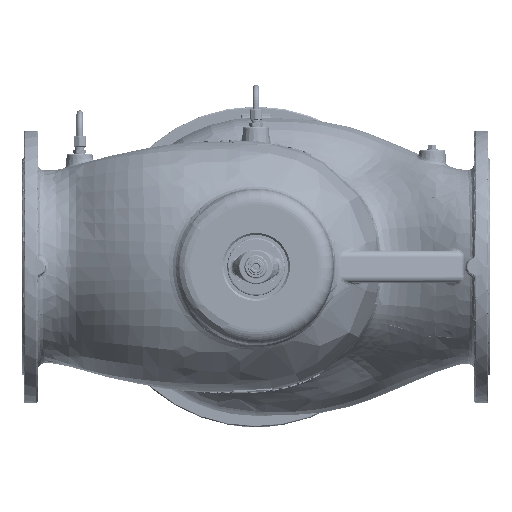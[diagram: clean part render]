
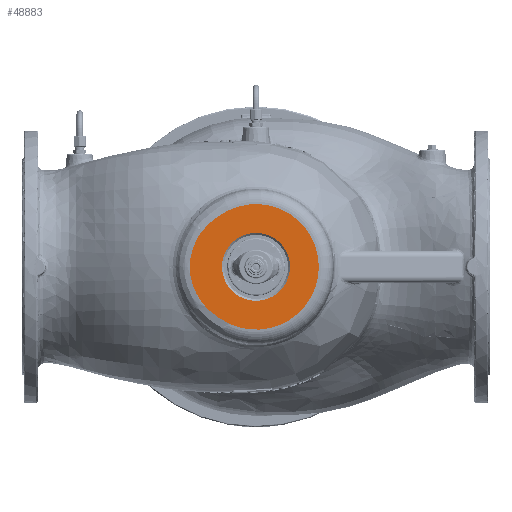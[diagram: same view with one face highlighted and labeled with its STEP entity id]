
A CAD part, front view. The second image highlights one B-rep face of the part: STEP entity #48883.
In plain terms, the highlighted planar face has unit normal (0, -1, 0).
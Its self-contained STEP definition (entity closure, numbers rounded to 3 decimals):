
#5286=CARTESIAN_POINT('',(0.,-257.,0.));
#5287=DIRECTION('',(0.,1.,0.));
#5288=DIRECTION('',(-0.423,0.,0.906));
#5289=AXIS2_PLACEMENT_3D('',#5286,#5287,#5288);
#5291=CARTESIAN_POINT('',(0.,-257.,0.));
#5292=DIRECTION('',(0.,1.,0.));
#5293=DIRECTION('',(1.,0.,-0.014));
#5294=AXIS2_PLACEMENT_3D('',#5291,#5292,#5293);
#5296=CARTESIAN_POINT('',(-41.476,-257.,-88.758));
#5297=CARTESIAN_POINT('',(-41.582,-257.,-88.708));
#5298=CARTESIAN_POINT('',(-43.917,-257.,
-87.616));
#5299=CARTESIAN_POINT('',(-48.377,-257.,
-85.356));
#5300=CARTESIAN_POINT('',(-54.626,-257.,
-81.746));
#5301=CARTESIAN_POINT('',(-60.514,-257.,
-77.892));
#5302=CARTESIAN_POINT('',(-66.067,-257.,
-73.79));
#5303=CARTESIAN_POINT('',(-71.352,-257.,
-69.379));
#5304=CARTESIAN_POINT('',(-76.361,-257.,
-64.622));
#5305=CARTESIAN_POINT('',(-80.676,-257.,
-59.932));
#5306=CARTESIAN_POINT('',(-83.229,-257.,
-56.779));
#5307=CARTESIAN_POINT('',(-84.29,-257.,
-55.393));
#5309=CARTESIAN_POINT('',(-84.29,-257.,
-55.393));
#5310=CARTESIAN_POINT('',(-87.218,-257.,
-51.567));
#5311=CARTESIAN_POINT('',(-92.727,-257.,
-43.1));
#5312=CARTESIAN_POINT('',(-98.921,-257.,
-29.073));
#5313=CARTESIAN_POINT('',(-102.614,-257.,
-14.412));
#5314=CARTESIAN_POINT('',(-103.404,-257.,
-4.614));
#5315=CARTESIAN_POINT('',(-103.404,-257.,
0.));
#5317=CARTESIAN_POINT('',(-103.404,-257.,
0.));
#5318=CARTESIAN_POINT('',(-103.404,-257.,
4.608));
#5319=CARTESIAN_POINT('',(-102.616,-257.,
14.4));
#5320=CARTESIAN_POINT('',(-98.927,-257.,
29.056));
#5321=CARTESIAN_POINT('',(-92.734,-257.,
43.089));
#5322=CARTESIAN_POINT('',(-87.222,-257.,
51.561));
#5323=CARTESIAN_POINT('',(-84.291,-257.,
55.391));
#5325=CARTESIAN_POINT('',(-84.291,-257.,
55.391));
#5326=CARTESIAN_POINT('',(-83.331,-257.,
56.646));
#5327=CARTESIAN_POINT('',(-80.91,-257.,
59.652));
#5328=CARTESIAN_POINT('',(-76.773,-257.,
64.199));
#5329=CARTESIAN_POINT('',(-71.85,-257.,
68.931));
#5330=CARTESIAN_POINT('',(-66.619,-257.,
73.355));
#5331=CARTESIAN_POINT('',(-61.054,-257.,
77.517));
#5332=CARTESIAN_POINT('',(-55.069,-257.,
81.477));
#5333=CARTESIAN_POINT('',(-48.658,-257.,
85.209));
#5334=CARTESIAN_POINT('',(-44.039,-257.,
87.558));
#5335=CARTESIAN_POINT('',(-41.608,-257.,88.696));
#5336=CARTESIAN_POINT('',(-41.476,-257.,88.758));
#5338=CARTESIAN_POINT('',(0.,-257.,0.));
#5339=DIRECTION('',(0.,-1.,0.));
#5340=DIRECTION('',(-1.,0.,0.));
#5341=AXIS2_PLACEMENT_3D('',#5338,#5339,#5340);
#5343=CARTESIAN_POINT('',(0.,-257.,0.));
#5344=DIRECTION('',(0.,-1.,0.));
#5345=DIRECTION('',(1.,0.,0.));
#5346=AXIS2_PLACEMENT_3D('',#5343,#5344,#5345);
#5486=CARTESIAN_POINT('',(-84.29,-257.,
-55.393));
#31020=CARTESIAN_POINT('',(-41.476,-257.,88.758));
#31021=VERTEX_POINT('',#31020);
#31022=VERTEX_POINT('',#5325);
#31029=CARTESIAN_POINT('',(-41.476,-257.,-88.758));
#31030=VERTEX_POINT('',#31029);
#31031=CARTESIAN_POINT('',(97.961,-257.,-1.329));
#31032=VERTEX_POINT('',#31031);
#31037=VERTEX_POINT('',#5486);
#31038=VERTEX_POINT('',#5315);
#31040=CARTESIAN_POINT('',(-53.,-257.,0.));
#31041=CARTESIAN_POINT('',(53.,-257.,0.));
#31042=VERTEX_POINT('',#31040);
#31043=VERTEX_POINT('',#31041);
#48859=CARTESIAN_POINT('',(0.,-257.,0.));
#48860=DIRECTION('',(0.,-1.,0.));
#48861=DIRECTION('',(1.,0.,0.));
#48862=AXIS2_PLACEMENT_3D('',#48859,#48860,#48861);
#48863=PLANE('',#48862);
#48865=ORIENTED_EDGE('',*,*,#48864,.T.);
#48867=ORIENTED_EDGE('',*,*,#48866,.T.);
#48869=ORIENTED_EDGE('',*,*,#48868,.T.);
#48871=ORIENTED_EDGE('',*,*,#48870,.T.);
#48873=ORIENTED_EDGE('',*,*,#48872,.T.);
#48875=ORIENTED_EDGE('',*,*,#48874,.T.);
#48876=EDGE_LOOP('',(#48865,#48867,#48869,#48871,#48873,#48875));
#48877=FACE_OUTER_BOUND('',#48876,.F.);
#48878=ORIENTED_EDGE('',*,*,#48849,.T.);
#48880=ORIENTED_EDGE('',*,*,#48879,.T.);
#48881=EDGE_LOOP('',(#48878,#48880));
#48882=FACE_BOUND('',#48881,.F.);
#48883=ADVANCED_FACE('',(#48877,#48882),#48863,.T.);
#5290=CIRCLE('',#5289,97.97);
#5295=CIRCLE('',#5294,97.97);
#5308=B_SPLINE_CURVE_WITH_KNOTS('',3,(#5296,#5297,#5298,#5299,#5300,#5301,#5302,
#5303,#5304,#5305,#5306,#5307),.UNSPECIFIED.,.F.,.F.,(4,1,1,1,1,1,1,1,1,4),
(0.,0.006,0.14,0.272,0.399,
0.524,0.649,0.776,0.903,1.),
.UNSPECIFIED.);
#5316=B_SPLINE_CURVE_WITH_KNOTS('',3,(#5309,#5310,#5311,#5312,#5313,#5314,
#5315),.UNSPECIFIED.,.F.,.F.,(4,1,1,1,4),(0.,0.243,
0.507,0.767,1.),.UNSPECIFIED.);
#5324=B_SPLINE_CURVE_WITH_KNOTS('',3,(#5317,#5318,#5319,#5320,#5321,#5322,
#5323),.UNSPECIFIED.,.F.,.F.,(4,1,1,1,4),(0.,0.232,
0.493,0.757,1.),.UNSPECIFIED.);
#5337=B_SPLINE_CURVE_WITH_KNOTS('',3,(#5325,#5326,#5327,#5328,#5329,#5330,#5331,
#5332,#5333,#5334,#5335,#5336),.UNSPECIFIED.,.F.,.F.,(4,1,1,1,1,1,1,1,1,4),
(0.,0.087,0.213,0.339,0.463,
0.589,0.718,0.854,0.992,1.),
.UNSPECIFIED.);
#5342=CIRCLE('',#5341,53.);
#5347=CIRCLE('',#5346,53.);
#48849=EDGE_CURVE('',#31042,#31043,#5342,.T.);
#48864=EDGE_CURVE('',#31021,#31032,#5290,.T.);
#48866=EDGE_CURVE('',#31032,#31030,#5295,.T.);
#48868=EDGE_CURVE('',#31030,#31037,#5308,.T.);
#48870=EDGE_CURVE('',#31037,#31038,#5316,.T.);
#48872=EDGE_CURVE('',#31038,#31022,#5324,.T.);
#48874=EDGE_CURVE('',#31022,#31021,#5337,.T.);
#48879=EDGE_CURVE('',#31043,#31042,#5347,.T.);
